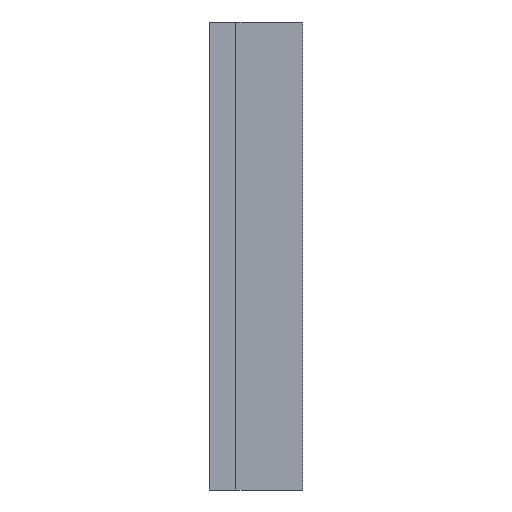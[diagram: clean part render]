
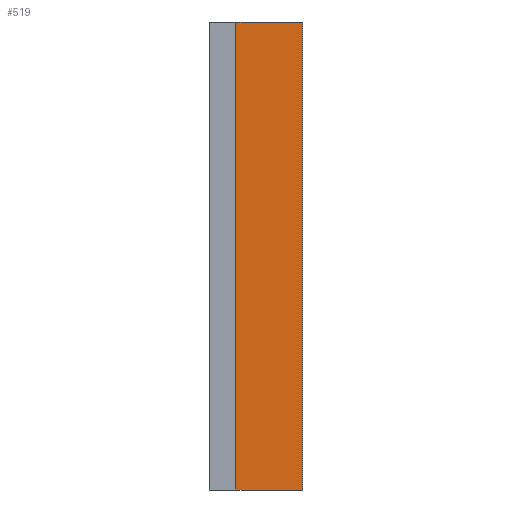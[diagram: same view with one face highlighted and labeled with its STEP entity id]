
A CAD part, left-side view. The second image highlights one B-rep face of the part: STEP entity #519.
In plain terms, the highlighted planar face has unit normal (-1, 0, 0).
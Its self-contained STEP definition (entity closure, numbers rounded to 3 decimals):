
#48=PLANE('',#579);
#77=FACE_OUTER_BOUND('',#112,.T.);
#112=EDGE_LOOP('',(#448,#449,#450,#451));
#131=LINE('',#756,#171);
#154=LINE('',#857,#194);
#160=LINE('',#869,#200);
#161=LINE('',#870,#201);
#171=VECTOR('',#599,10.);
#194=VECTOR('',#712,10.);
#200=VECTOR('',#722,10.);
#201=VECTOR('',#723,10.);
#242=VERTEX_POINT('',#754);
#243=VERTEX_POINT('',#755);
#276=VERTEX_POINT('',#856);
#280=VERTEX_POINT('',#868);
#288=EDGE_CURVE('',#242,#243,#131,.T.);
#337=EDGE_CURVE('',#243,#276,#154,.T.);
#343=EDGE_CURVE('',#276,#280,#160,.T.);
#344=EDGE_CURVE('',#280,#242,#161,.T.);
#448=ORIENTED_EDGE('',*,*,#343,.F.);
#449=ORIENTED_EDGE('',*,*,#337,.F.);
#450=ORIENTED_EDGE('',*,*,#288,.F.);
#451=ORIENTED_EDGE('',*,*,#344,.F.);
#519=ADVANCED_FACE('',(#77),#48,.F.);
#579=AXIS2_PLACEMENT_3D('',#867,#720,#721);
#599=DIRECTION('',(0.,0.,-1.));
#712=DIRECTION('',(0.,1.,0.));
#720=DIRECTION('center_axis',(1.,0.,0.));
#721=DIRECTION('ref_axis',(0.,0.,1.));
#722=DIRECTION('',(0.,0.,1.));
#723=DIRECTION('',(0.,-1.,0.));
#754=CARTESIAN_POINT('',(26.2,215.,35.));
#755=CARTESIAN_POINT('',(26.2,215.,0.));
#756=CARTESIAN_POINT('',(26.2,215.,26.25));
#856=CARTESIAN_POINT('',(26.2,220.,0.));
#857=CARTESIAN_POINT('',(26.2,221.25,0.));
#867=CARTESIAN_POINT('Origin',(26.2,220.,35.));
#868=CARTESIAN_POINT('',(26.2,220.,35.));
#869=CARTESIAN_POINT('',(26.2,220.,17.5));
#870=CARTESIAN_POINT('',(26.2,221.25,35.));
